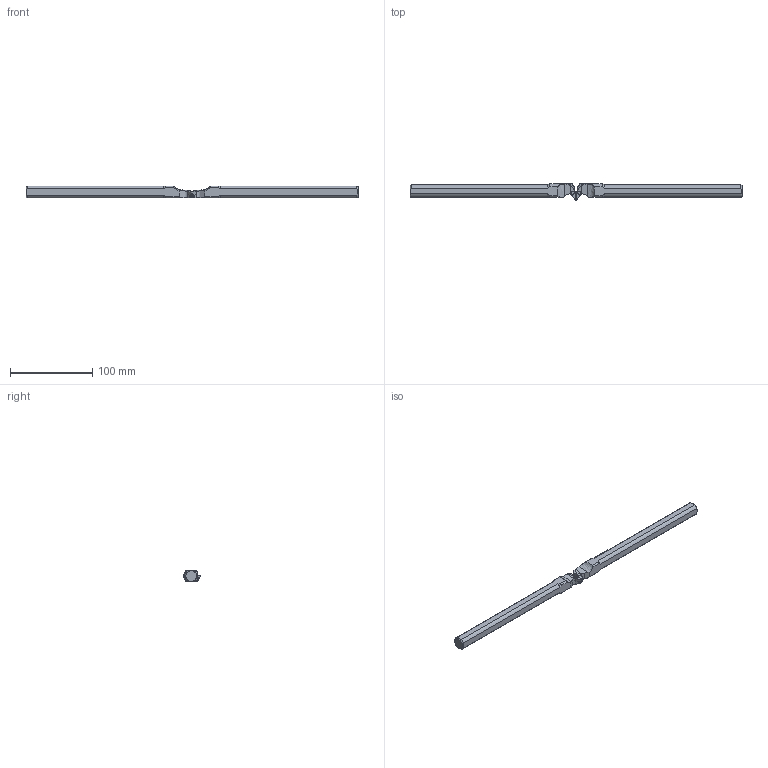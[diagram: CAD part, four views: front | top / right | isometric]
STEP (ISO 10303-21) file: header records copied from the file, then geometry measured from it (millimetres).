
FILE_DESCRIPTION(/* description */ (''),/* implementation_level */ '2;1');
FILE_NAME(/* name */ 'A16RSVUBR11_SIM.stp',/* time_stamp */ '2022-11-14T09:32:33+01:00',/* author */ (''),/* organization */ (''),/* preprocessor_version */ 'ST-DEVELOPER v18.102',/* originating_system */ 'SIEMENS PLM Software NX 2027',/* authorisation */ '');
FILE_SCHEMA (('AUTOMOTIVE_DESIGN { 1 0 10303 214 3 1 1 1 }'));
Length unit declared in the file: millimetre
Products named in the file (1): model1
Bounding box: 403.03 x 19.86 x 14.5 mm (x, y, z)
Volume: 74006 mm3; surface area: 20922.8 mm2
Topology: 4 solids, 6 shells, 94 faces, 242 edges, 160 vertices
Faces by surface type: plane 34, cylinder 24, torus 18, cone 14, extrusion 4
Full cylindrical faces by diameter (mm): 2.8 x2, 3.8 x2
Entity records: 3244 total; most frequent: CARTESIAN_POINT 1001, ORIENTED_EDGE 464, DIRECTION 430, EDGE_CURVE 232, AXIS2_PLACEMENT_3D 169, VERTEX_POINT 158, EDGE_LOOP 106, ADVANCED_FACE 94
